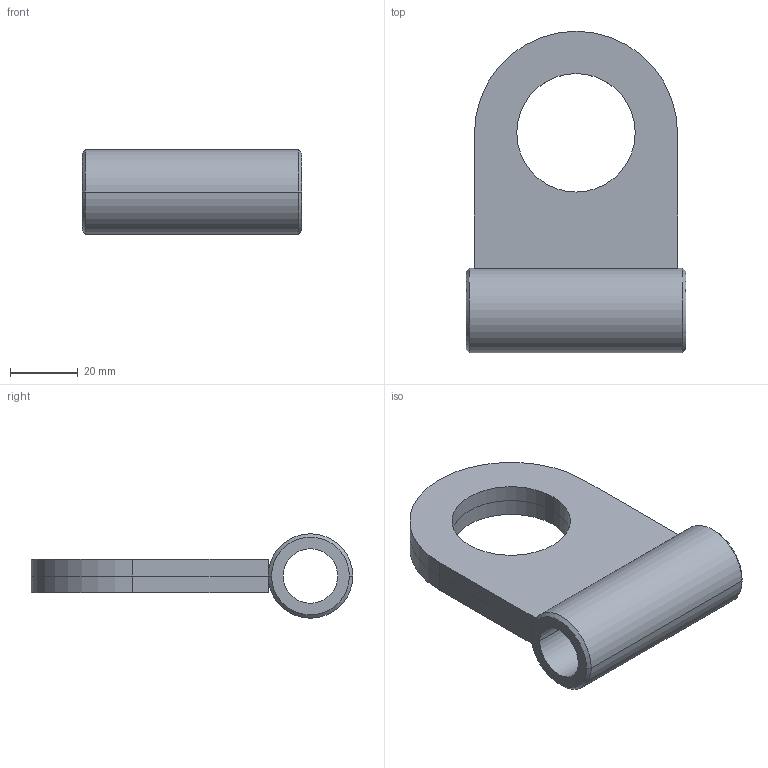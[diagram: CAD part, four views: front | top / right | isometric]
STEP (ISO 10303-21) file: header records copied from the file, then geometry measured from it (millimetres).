
FILE_DESCRIPTION (( 'STEP AP203' ), '1' );
FILE_NAME ('3927-50_REV_.step', '2026-02-22T20:43:17', ( '' ), ( '' ), 'SwSTEP 2.0', 'SolidWorks 2025', '' );
FILE_SCHEMA (( 'CONFIG_CONTROL_DESIGN' ));
Length unit declared in the file: millimetre
Products named in the file (3): 3927-50_REV_; 3927-50-15; 3927-50-10_Default<As Machined>
Assembly tree (3 placements, depth 2):
  3927-50_REV_
    3927-50-10_Default<As Machined>
    3927-50-15  x2
Bounding box: 65 x 94.99 x 24.98 mm (x, y, z)
Volume: 47062.5 mm3; surface area: 23715.6 mm2
Topology: 3 solids, 3 shells, 26 faces, 56 edges, 36 vertices
Faces by surface type: plane 12, cylinder 10, cone 4
Entity records: 833 total; most frequent: DIRECTION 104, CARTESIAN_POINT 86, ORIENTED_EDGE 76, AXIS2_PLACEMENT_3D 42, EDGE_CURVE 38, PERSON_AND_ORGANIZATION 27, VERTEX_POINT 24, EDGE_LOOP 22
